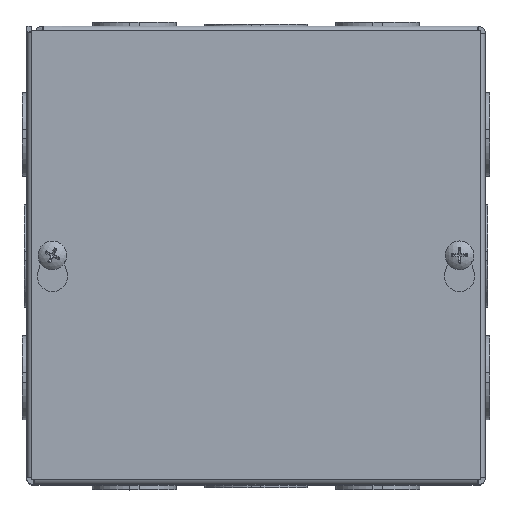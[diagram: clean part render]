
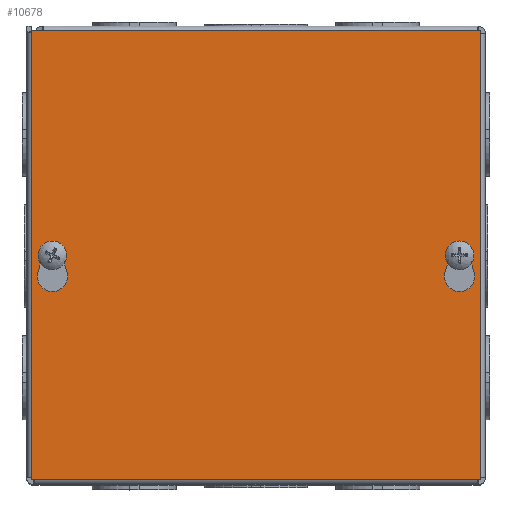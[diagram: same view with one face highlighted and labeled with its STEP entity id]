
A CAD part, top view. The second image highlights one B-rep face of the part: STEP entity #10678.
In plain terms, the highlighted planar face has unit normal (0, 0, 1).
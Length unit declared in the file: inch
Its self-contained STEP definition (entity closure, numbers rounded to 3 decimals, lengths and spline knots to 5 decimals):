
#1154=LINE($,#18042,#2140);
#1158=LINE($,#18052,#2144);
#1161=LINE($,#18060,#2147);
#1165=LINE($,#18072,#2151);
#1167=LINE($,#18080,#2153);
#1171=LINE($,#18088,#2157);
#1174=LINE($,#18094,#2160);
#1177=LINE($,#18099,#2163);
#2140=VECTOR($,#13975,0.26996);
#2144=VECTOR($,#13987,0.26996);
#2147=VECTOR($,#13992,0.26996);
#2151=VECTOR($,#14004,0.26996);
#2153=VECTOR($,#14014,6.);
#2157=VECTOR($,#14020,6.);
#2160=VECTOR($,#14025,6.);
#2163=VECTOR($,#14030,6.);
#2532=PLANE($,#11477);
#2859=FACE_BOUND($,#4119,.T.);
#2860=FACE_BOUND($,#4120,.T.);
#2861=FACE_BOUND($,#4121,.T.);
#4119=EDGE_LOOP($,(#9340,#9341,#9342,#9343));
#4120=EDGE_LOOP($,(#9344,#9345,#9346,#9347));
#4121=EDGE_LOOP($,(#9348,#9349,#9350,#9351));
#4374=CIRCLE($,#11459,0.203);
#4376=CIRCLE($,#11463,0.125);
#4378=CIRCLE($,#11468,0.125);
#4380=CIRCLE($,#11472,0.203);
#5203=VERTEX_POINT($,#18033);
#5204=VERTEX_POINT($,#18035);
#5206=VERTEX_POINT($,#18041);
#5208=VERTEX_POINT($,#18047);
#5211=VERTEX_POINT($,#18057);
#5212=VERTEX_POINT($,#18059);
#5214=VERTEX_POINT($,#18065);
#5216=VERTEX_POINT($,#18071);
#5217=VERTEX_POINT($,#18078);
#5218=VERTEX_POINT($,#18079);
#5221=VERTEX_POINT($,#18087);
#5223=VERTEX_POINT($,#18093);
#6515=EDGE_CURVE($,#5204,#5203,#4374,.T.);
#6518=EDGE_CURVE($,#5206,#5204,#1154,.T.);
#6521=EDGE_CURVE($,#5208,#5206,#4376,.T.);
#6524=EDGE_CURVE($,#5203,#5208,#1158,.T.);
#6527=EDGE_CURVE($,#5212,#5211,#1161,.T.);
#6530=EDGE_CURVE($,#5214,#5212,#4378,.T.);
#6533=EDGE_CURVE($,#5216,#5214,#1165,.T.);
#6536=EDGE_CURVE($,#5211,#5216,#4380,.T.);
#6537=EDGE_CURVE($,#5217,#5218,#1167,.T.);
#6541=EDGE_CURVE($,#5218,#5221,#1171,.T.);
#6544=EDGE_CURVE($,#5221,#5223,#1174,.T.);
#6547=EDGE_CURVE($,#5223,#5217,#1177,.T.);
#9340=ORIENTED_EDGE($,*,*,#6515,.T.);
#9341=ORIENTED_EDGE($,*,*,#6524,.T.);
#9342=ORIENTED_EDGE($,*,*,#6521,.T.);
#9343=ORIENTED_EDGE($,*,*,#6518,.T.);
#9344=ORIENTED_EDGE($,*,*,#6527,.T.);
#9345=ORIENTED_EDGE($,*,*,#6536,.T.);
#9346=ORIENTED_EDGE($,*,*,#6533,.T.);
#9347=ORIENTED_EDGE($,*,*,#6530,.T.);
#9348=ORIENTED_EDGE($,*,*,#6537,.F.);
#9349=ORIENTED_EDGE($,*,*,#6547,.F.);
#9350=ORIENTED_EDGE($,*,*,#6544,.F.);
#9351=ORIENTED_EDGE($,*,*,#6541,.F.);
#10678=ADVANCED_FACE($,(#2859,#2860,#2861),#2532,.T.);
#11459=AXIS2_PLACEMENT_3D($,#18036,#13969,#13970);
#11463=AXIS2_PLACEMENT_3D($,#18048,#13981,#13982);
#11468=AXIS2_PLACEMENT_3D($,#18066,#13998,#13999);
#11472=AXIS2_PLACEMENT_3D($,#18076,#14010,#14011);
#11477=AXIS2_PLACEMENT_3D($,#18101,#14032,#14033);
#13969=DIRECTION('center_axis',(0.,0.,-1.));
#13970=DIRECTION('ref_axis',(-0.961,0.278,0.));
#13975=DIRECTION($,(0.278,-0.961,0.));
#13981=DIRECTION('center_axis',(0.,0.,-1.));
#13982=DIRECTION('ref_axis',(0.961,0.278,0.));
#13987=DIRECTION($,(0.278,0.961,0.));
#13992=DIRECTION($,(0.278,-0.961,0.));
#13998=DIRECTION('center_axis',(0.,0.,-1.));
#13999=DIRECTION('ref_axis',(0.961,0.278,0.));
#14004=DIRECTION($,(0.278,0.961,0.));
#14010=DIRECTION('center_axis',(0.,0.,-1.));
#14011=DIRECTION('ref_axis',(-0.961,0.278,0.));
#14014=DIRECTION($,(0.,-1.,0.));
#14020=DIRECTION($,(-1.,0.,0.));
#14025=DIRECTION($,(0.,1.,0.));
#14030=DIRECTION($,(1.,0.,0.));
#14032=DIRECTION('center_axis',(0.,0.,1.));
#14033=DIRECTION('ref_axis',(1.,0.,0.));
#18033=CARTESIAN_POINT('',(2.52373,-0.22465,0.062));
#18035=CARTESIAN_POINT('',(2.91377,-0.22465,0.062));
#18036=CARTESIAN_POINT('Origin',(2.71875,-0.281,0.062));
#18041=CARTESIAN_POINT('',(2.83884,0.0347,0.062));
#18042=CARTESIAN_POINT($,(2.77156,0.26753,0.062));
#18047=CARTESIAN_POINT('',(2.59866,0.0347,0.062));
#18048=CARTESIAN_POINT('Origin',(2.71875,0.,0.062));
#18052=CARTESIAN_POINT($,(2.49392,-0.32781,0.062));
#18057=CARTESIAN_POINT('',(-2.52373,-0.22465,0.062));
#18059=CARTESIAN_POINT('',(-2.59866,0.0347,0.062));
#18060=CARTESIAN_POINT($,(-2.45645,-0.45748,0.062));
#18065=CARTESIAN_POINT('',(-2.83884,0.0347,0.062));
#18066=CARTESIAN_POINT('Origin',(-2.71875,0.,0.062));
#18071=CARTESIAN_POINT('',(-2.91377,-0.22465,0.062));
#18072=CARTESIAN_POINT($,(-2.7341,0.3972,0.062));
#18076=CARTESIAN_POINT('Origin',(-2.71875,-0.281,0.062));
#18078=CARTESIAN_POINT('',(3.,3.,0.062));
#18079=CARTESIAN_POINT('',(3.,-3.,0.062));
#18080=CARTESIAN_POINT($,(3.,3.,0.062));
#18087=CARTESIAN_POINT('',(-3.,-3.,0.062));
#18088=CARTESIAN_POINT($,(3.,-3.,0.062));
#18093=CARTESIAN_POINT('',(-3.,3.,0.062));
#18094=CARTESIAN_POINT($,(-3.,-3.,0.062));
#18099=CARTESIAN_POINT($,(-3.,3.,0.062));
#18101=CARTESIAN_POINT('Origin',(0.,0.,
0.062));
